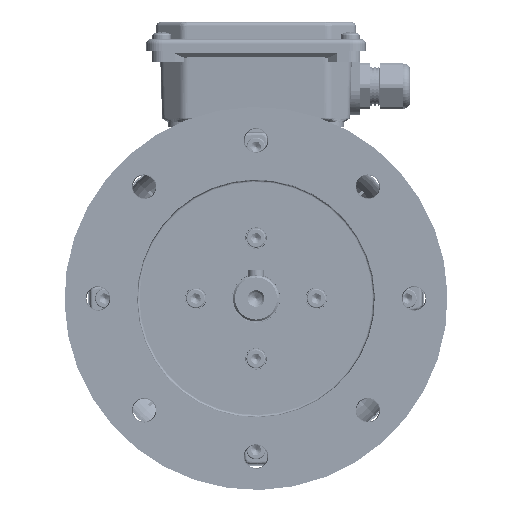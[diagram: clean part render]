
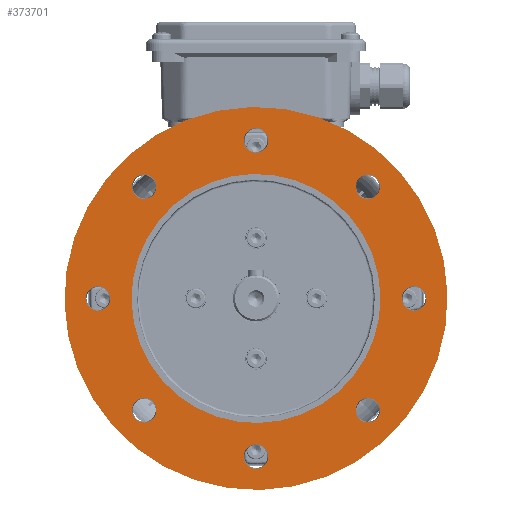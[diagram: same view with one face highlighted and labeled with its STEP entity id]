
A CAD part, left-side view. The second image highlights one B-rep face of the part: STEP entity #373701.
In plain terms, the highlighted face is planar.
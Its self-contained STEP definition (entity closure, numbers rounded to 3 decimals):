
#371095=CARTESIAN_POINT('',(87.749,-47.938,-0.6));
#371096=VERTEX_POINT('',#371095);
#371097=CARTESIAN_POINT('',(0.0,0.0,-0.6));
#371098=DIRECTION('',(0.0,0.0,1.0));
#371099=DIRECTION('',(1.0,0.0,0.0));
#371100=AXIS2_PLACEMENT_3D('',#371097,#371098,#371099);
#371101=CIRCLE('',#371100,99.99);
#371102=EDGE_CURVE('',#371096,#371096,#371101,.F.);
#371115=CARTESIAN_POINT('',(-5.618,85.569,-0.6));
#371116=VERTEX_POINT('',#371115);
#371117=CARTESIAN_POINT('',(0.0,82.5,-0.6));
#371118=DIRECTION('',(0.0,0.0,-1.0));
#371119=DIRECTION('',(1.0,0.0,0.0));
#371120=AXIS2_PLACEMENT_3D('',#371117,#371118,#371119);
#371121=CIRCLE('',#371120,6.402);
#371122=EDGE_CURVE('',#371116,#371116,#371121,.T.);
#371135=CARTESIAN_POINT('',(88.118,-3.069,-0.6));
#371136=VERTEX_POINT('',#371135);
#371137=CARTESIAN_POINT('',(82.5,0.,-0.6));
#371138=DIRECTION('',(0.0,0.0,-1.0));
#371139=DIRECTION('',(1.0,0.0,0.0));
#371140=AXIS2_PLACEMENT_3D('',#371137,#371138,#371139);
#371141=CIRCLE('',#371140,6.402);
#371142=EDGE_CURVE('',#371136,#371136,#371141,.T.);
#371155=CARTESIAN_POINT('',(-76.882,-3.069,-0.6));
#371156=VERTEX_POINT('',#371155);
#371157=CARTESIAN_POINT('',(-82.5,0.,-0.6));
#371158=DIRECTION('',(0.0,0.0,-1.0));
#371159=DIRECTION('',(1.0,0.0,0.0));
#371160=AXIS2_PLACEMENT_3D('',#371157,#371158,#371159);
#371161=CIRCLE('',#371160,6.402);
#371162=EDGE_CURVE('',#371156,#371156,#371161,.T.);
#371175=CARTESIAN_POINT('',(5.618,-85.569,-0.6));
#371176=VERTEX_POINT('',#371175);
#371177=CARTESIAN_POINT('',(0.,-82.5,-0.6));
#371178=DIRECTION('',(0.0,0.0,-1.0));
#371179=DIRECTION('',(1.0,0.0,0.0));
#371180=AXIS2_PLACEMENT_3D('',#371177,#371178,#371179);
#371181=CIRCLE('',#371180,6.402);
#371182=EDGE_CURVE('',#371176,#371176,#371181,.T.);
#371195=CARTESIAN_POINT('',(63.954,55.267,-0.6));
#371196=VERTEX_POINT('',#371195);
#371197=CARTESIAN_POINT('',(58.336,58.336,-0.6));
#371198=DIRECTION('',(0.0,0.0,-1.0));
#371199=DIRECTION('',(1.0,0.0,0.0));
#371200=AXIS2_PLACEMENT_3D('',#371197,#371198,#371199);
#371201=CIRCLE('',#371200,6.402);
#371202=EDGE_CURVE('',#371196,#371196,#371201,.T.);
#371215=CARTESIAN_POINT('',(63.954,-61.405,-0.6));
#371216=VERTEX_POINT('',#371215);
#371217=CARTESIAN_POINT('',(58.336,-58.336,-0.6));
#371218=DIRECTION('',(0.0,0.0,-1.0));
#371219=DIRECTION('',(1.0,0.0,0.0));
#371220=AXIS2_PLACEMENT_3D('',#371217,#371218,#371219);
#371221=CIRCLE('',#371220,6.402);
#371222=EDGE_CURVE('',#371216,#371216,#371221,.T.);
#371235=CARTESIAN_POINT('',(-52.718,-61.405,-0.6));
#371236=VERTEX_POINT('',#371235);
#371237=CARTESIAN_POINT('',(-58.336,-58.336,-0.6));
#371238=DIRECTION('',(0.0,0.0,-1.0));
#371239=DIRECTION('',(1.0,0.0,0.0));
#371240=AXIS2_PLACEMENT_3D('',#371237,#371238,#371239);
#371241=CIRCLE('',#371240,6.402);
#371242=EDGE_CURVE('',#371236,#371236,#371241,.T.);
#371255=CARTESIAN_POINT('',(-52.718,55.267,-0.6));
#371256=VERTEX_POINT('',#371255);
#371257=CARTESIAN_POINT('',(-58.336,58.336,-0.6));
#371258=DIRECTION('',(0.0,0.0,-1.0));
#371259=DIRECTION('',(1.0,0.0,0.0));
#371260=AXIS2_PLACEMENT_3D('',#371257,#371258,#371259);
#371261=CIRCLE('',#371260,6.402);
#371262=EDGE_CURVE('',#371256,#371256,#371261,.T.);
#373642=CARTESIAN_POINT('',(-57.043,31.163,-0.6));
#373643=VERTEX_POINT('',#373642);
#373644=CARTESIAN_POINT('',(0.0,0.0,-0.6));
#373645=DIRECTION('',(0.0,0.0,-1.0));
#373646=DIRECTION('',(1.0,0.0,0.0));
#373647=AXIS2_PLACEMENT_3D('',#373644,#373645,#373646);
#373648=CIRCLE('',#373647,65.0);
#373649=EDGE_CURVE('',#373643,#373643,#373648,.T.);
#373666=CARTESIAN_POINT('',(-65.0,0.0,-0.6));
#373667=DIRECTION('',(0.0,0.0,-1.0));
#373668=DIRECTION('',(-1.0,0.0,0.0));
#373669=AXIS2_PLACEMENT_3D('',#373666,#373667,#373668);
#373670=PLANE('',#373669);
#373671=ORIENTED_EDGE('',*,*,#371102,.F.);
#373672=EDGE_LOOP('',(#373671));
#373673=FACE_OUTER_BOUND('',#373672,.T.);
#373674=ORIENTED_EDGE('',*,*,#373649,.T.);
#373675=EDGE_LOOP('',(#373674));
#373676=FACE_BOUND('',#373675,.T.);
#373677=ORIENTED_EDGE('',*,*,#371262,.T.);
#373678=EDGE_LOOP('',(#373677));
#373679=FACE_BOUND('',#373678,.T.);
#373680=ORIENTED_EDGE('',*,*,#371242,.T.);
#373681=EDGE_LOOP('',(#373680));
#373682=FACE_BOUND('',#373681,.T.);
#373683=ORIENTED_EDGE('',*,*,#371222,.T.);
#373684=EDGE_LOOP('',(#373683));
#373685=FACE_BOUND('',#373684,.T.);
#373686=ORIENTED_EDGE('',*,*,#371202,.T.);
#373687=EDGE_LOOP('',(#373686));
#373688=FACE_BOUND('',#373687,.T.);
#373689=ORIENTED_EDGE('',*,*,#371182,.T.);
#373690=EDGE_LOOP('',(#373689));
#373691=FACE_BOUND('',#373690,.T.);
#373692=ORIENTED_EDGE('',*,*,#371162,.T.);
#373693=EDGE_LOOP('',(#373692));
#373694=FACE_BOUND('',#373693,.T.);
#373695=ORIENTED_EDGE('',*,*,#371142,.T.);
#373696=EDGE_LOOP('',(#373695));
#373697=FACE_BOUND('',#373696,.T.);
#373698=ORIENTED_EDGE('',*,*,#371122,.T.);
#373699=EDGE_LOOP('',(#373698));
#373700=FACE_BOUND('',#373699,.T.);
#373701=ADVANCED_FACE('',(#373673,#373676,#373679,#373682,#373685,#373688,#373691,#373694,#373697,#373700),#373670,.F.);
